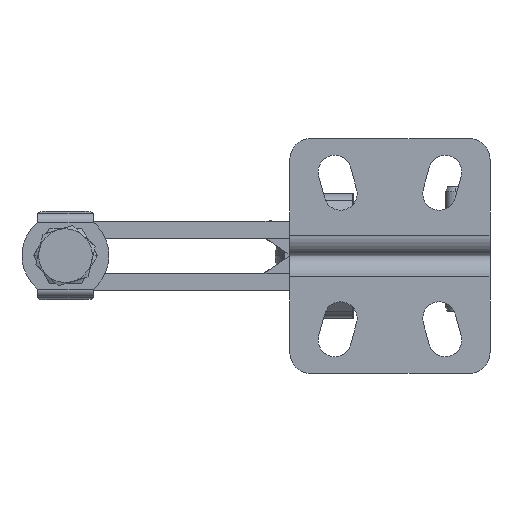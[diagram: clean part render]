
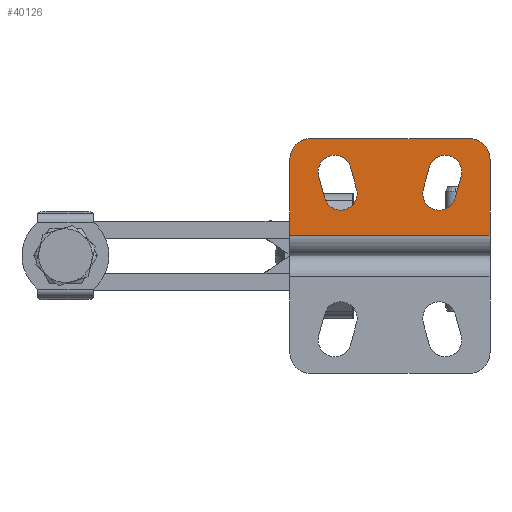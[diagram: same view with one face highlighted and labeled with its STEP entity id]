
A CAD part, front view. The second image highlights one B-rep face of the part: STEP entity #40126.
In plain terms, the highlighted planar face has unit normal (0, -1, 0).
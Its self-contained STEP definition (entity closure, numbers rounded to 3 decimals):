
#63 = DIRECTION ( 'NONE',  ( 0., 1., 0. ) ) ;
#65 = CARTESIAN_POINT ( 'NONE',  ( 3., -2.5, 11.5 ) ) ;
#66 = PLANE ( 'NONE',  #32492 ) ;
#68 = DIRECTION ( 'NONE',  ( 0., 0., 1. ) ) ;
#3182 = VERTEX_POINT ( 'NONE', #14838 ) ;
#3183 = VERTEX_POINT ( 'NONE', #14839 ) ;
#3186 = VERTEX_POINT ( 'NONE', #14842 ) ;
#3189 = VERTEX_POINT ( 'NONE', #14845 ) ;
#3211 = VERTEX_POINT ( 'NONE', #14867 ) ;
#3212 = VERTEX_POINT ( 'NONE', #14868 ) ;
#3213 = VERTEX_POINT ( 'NONE', #14869 ) ;
#3215 = VERTEX_POINT ( 'NONE', #14871 ) ;
#3217 = VERTEX_POINT ( 'NONE', #14873 ) ;
#3218 = VERTEX_POINT ( 'NONE', #14874 ) ;
#3219 = VERTEX_POINT ( 'NONE', #14875 ) ;
#3220 = VERTEX_POINT ( 'NONE', #14876 ) ;
#3224 = VERTEX_POINT ( 'NONE', #14880 ) ;
#3225 = VERTEX_POINT ( 'NONE', #14881 ) ;
#3226 = VERTEX_POINT ( 'NONE', #14882 ) ;
#3227 = VERTEX_POINT ( 'NONE', #14883 ) ;
#5428 = ORIENTED_EDGE ( 'NONE', *, *, #6566, .F. ) ;
#5429 = ORIENTED_EDGE ( 'NONE', *, *, #6614, .F. ) ;
#5430 = ORIENTED_EDGE ( 'NONE', *, *, #6615, .F. ) ;
#5431 = ORIENTED_EDGE ( 'NONE', *, *, #6616, .F. ) ;
#5432 = ORIENTED_EDGE ( 'NONE', *, *, #6617, .F. ) ;
#5433 = ORIENTED_EDGE ( 'NONE', *, *, #6570, .F. ) ;
#5434 = ORIENTED_EDGE ( 'NONE', *, *, #6618, .F. ) ;
#5435 = ORIENTED_EDGE ( 'NONE', *, *, #6619, .F. ) ;
#5436 = ORIENTED_EDGE ( 'NONE', *, *, #6620, .F. ) ;
#5437 = ORIENTED_EDGE ( 'NONE', *, *, #6621, .F. ) ;
#5438 = ORIENTED_EDGE ( 'NONE', *, *, #6612, .F. ) ;
#5439 = ORIENTED_EDGE ( 'NONE', *, *, #6622, .T. ) ;
#5440 = ORIENTED_EDGE ( 'NONE', *, *, #6623, .T. ) ;
#5441 = ORIENTED_EDGE ( 'NONE', *, *, #6624, .T. ) ;
#5442 = ORIENTED_EDGE ( 'NONE', *, *, #6625, .T. ) ;
#5443 = ORIENTED_EDGE ( 'NONE', *, *, #6626, .T. ) ;
#6566 = EDGE_CURVE ( 'NONE', #3182, #3183, #14377, .T. ) ;
#6570 = EDGE_CURVE ( 'NONE', #3186, #3189, #14384, .T. ) ;
#6612 = EDGE_CURVE ( 'NONE', #3217, #3212, #14450, .T. ) ;
#6614 = EDGE_CURVE ( 'NONE', #3213, #3182, #14453, .T. ) ;
#6615 = EDGE_CURVE ( 'NONE', #3215, #3213, #17618, .T. ) ;
#6616 = EDGE_CURVE ( 'NONE', #3211, #3215, #17620, .T. ) ;
#6617 = EDGE_CURVE ( 'NONE', #3183, #3211, #17617, .T. ) ;
#6618 = EDGE_CURVE ( 'NONE', #3219, #3186, #17619, .T. ) ;
#6619 = EDGE_CURVE ( 'NONE', #3220, #3219, #17623, .T. ) ;
#6620 = EDGE_CURVE ( 'NONE', #3218, #3220, #17622, .T. ) ;
#6621 = EDGE_CURVE ( 'NONE', #3189, #3218, #17625, .T. ) ;
#6622 = EDGE_CURVE ( 'NONE', #3217, #3224, #17626, .T. ) ;
#6623 = EDGE_CURVE ( 'NONE', #3224, #3225, #17628, .T. ) ;
#6624 = EDGE_CURVE ( 'NONE', #3225, #3226, #17631, .T. ) ;
#6625 = EDGE_CURVE ( 'NONE', #3226, #3227, #17632, .T. ) ;
#6626 = EDGE_CURVE ( 'NONE', #3227, #3212, #17634, .T. ) ;
#10611 = EDGE_LOOP ( 'NONE', ( #5433, #5434, #5435, #5436, #5437 ) ) ;
#10616 = EDGE_LOOP ( 'NONE', ( #5428, #5429, #5430, #5431, #5432 ) ) ;
#10649 = EDGE_LOOP ( 'NONE', ( #5438, #5439, #5440, #5441, #5442, #5443 ) ) ;
#12138 = AXIS2_PLACEMENT_3D ( 'NONE', #17382, #17383, #17384 ) ;
#12140 = AXIS2_PLACEMENT_3D ( 'NONE', #17392, #17393, #17394 ) ;
#12160 = AXIS2_PLACEMENT_3D ( 'NONE', #17501, #17502, #17503 ) ;
#12161 = AXIS2_PLACEMENT_3D ( 'NONE', #17507, #17508, #17509 ) ;
#12162 = AXIS2_PLACEMENT_3D ( 'NONE', #17511, #17512, #17513 ) ;
#12163 = AXIS2_PLACEMENT_3D ( 'NONE', #17517, #17518, #17519 ) ;
#12164 = AXIS2_PLACEMENT_3D ( 'NONE', #17523, #17524, #17525 ) ;
#12165 = AXIS2_PLACEMENT_3D ( 'NONE', #17528, #17529, #17530 ) ;
#14377 = CIRCLE ( 'NONE', #12138, 2.4 ) ;
#14384 = CIRCLE ( 'NONE', #12140, 2.4 ) ;
#14450 = LINE ( 'NONE', #17491, #14452 ) ;
#14452 = VECTOR ( 'NONE', #17487, 1000. ) ;
#14453 = LINE ( 'NONE', #17498, #17616 ) ;
#14838 = CARTESIAN_POINT ( 'NONE',  ( 24.817, -2.5, 9.075 ) ) ;
#14839 = CARTESIAN_POINT ( 'NONE',  ( 22.5, -2.5, 12.1 ) ) ;
#14842 = CARTESIAN_POINT ( 'NONE',  ( 8.817, -2.5, 10.325 ) ) ;
#14845 = CARTESIAN_POINT ( 'NONE',  ( 6.5, -2.5, 12.1 ) ) ;
#14867 = CARTESIAN_POINT ( 'NONE',  ( 20.183, -2.5, 10.325 ) ) ;
#14868 = CARTESIAN_POINT ( 'NONE',  ( 0., -2.5, 0.5 ) ) ;
#14869 = CARTESIAN_POINT ( 'NONE',  ( 23.967, -2.5, 5.925 ) ) ;
#14871 = CARTESIAN_POINT ( 'NONE',  ( 19.333, -2.5, 7.175 ) ) ;
#14873 = CARTESIAN_POINT ( 'NONE',  ( 29., -2.5, 0.5 ) ) ;
#14874 = CARTESIAN_POINT ( 'NONE',  ( 4.183, -2.5, 9.075 ) ) ;
#14875 = CARTESIAN_POINT ( 'NONE',  ( 9.667, -2.5, 7.175 ) ) ;
#14876 = CARTESIAN_POINT ( 'NONE',  ( 5.033, -2.5, 5.925 ) ) ;
#14880 = CARTESIAN_POINT ( 'NONE',  ( 29., -2.5, 11.5 ) ) ;
#14881 = CARTESIAN_POINT ( 'NONE',  ( 26., -2.5, 14.5 ) ) ;
#14882 = CARTESIAN_POINT ( 'NONE',  ( 3., -2.5, 14.5 ) ) ;
#14883 = CARTESIAN_POINT ( 'NONE',  ( 0., -2.5, 11.5 ) ) ;
#17382 = CARTESIAN_POINT ( 'NONE',  ( 22.5, -2.5, 9.7 ) ) ;
#17383 = DIRECTION ( 'NONE',  ( 0., -1., 0. ) ) ;
#17384 = DIRECTION ( 'NONE',  ( 0., 0., -1. ) ) ;
#17392 = CARTESIAN_POINT ( 'NONE',  ( 6.5, -2.5, 9.7 ) ) ;
#17393 = DIRECTION ( 'NONE',  ( 0., -1., 0. ) ) ;
#17394 = DIRECTION ( 'NONE',  ( 0., 0., -1. ) ) ;
#17487 = DIRECTION ( 'NONE',  ( -1., 0., 0. ) ) ;
#17491 = CARTESIAN_POINT ( 'NONE',  ( 3., -2.5, 0.5 ) ) ;
#17496 = DIRECTION ( 'NONE',  ( -0.261, 0., -0.965 ) ) ;
#17498 = CARTESIAN_POINT ( 'NONE',  ( 24.817, -2.5, 9.075 ) ) ;
#17499 = DIRECTION ( 'NONE',  ( 0.261, 0., 0.965 ) ) ;
#17500 = CARTESIAN_POINT ( 'NONE',  ( 20.183, -2.5, 10.325 ) ) ;
#17501 = CARTESIAN_POINT ( 'NONE',  ( 21.65, -2.5, 6.55 ) ) ;
#17502 = DIRECTION ( 'NONE',  ( 0., -1., 0. ) ) ;
#17503 = DIRECTION ( 'NONE',  ( 0., 0., -1. ) ) ;
#17504 = DIRECTION ( 'NONE',  ( -0.261, 0., 0.965 ) ) ;
#17505 = DIRECTION ( 'NONE',  ( 0.261, 0., -0.965 ) ) ;
#17506 = CARTESIAN_POINT ( 'NONE',  ( 8.817, -2.5, 10.325 ) ) ;
#17507 = CARTESIAN_POINT ( 'NONE',  ( 22.5, -2.5, 9.7 ) ) ;
#17508 = DIRECTION ( 'NONE',  ( 0., -1., 0. ) ) ;
#17509 = DIRECTION ( 'NONE',  ( 0., 0., -1. ) ) ;
#17510 = CARTESIAN_POINT ( 'NONE',  ( 4.183, -2.5, 9.075 ) ) ;
#17511 = CARTESIAN_POINT ( 'NONE',  ( 7.35, -2.5, 6.55 ) ) ;
#17512 = DIRECTION ( 'NONE',  ( 0., -1., 0. ) ) ;
#17513 = DIRECTION ( 'NONE',  ( 0., 0., -1. ) ) ;
#17514 = DIRECTION ( 'NONE',  ( 0., 0., 1. ) ) ;
#17515 = DIRECTION ( 'NONE',  ( -1., 0., 0. ) ) ;
#17516 = CARTESIAN_POINT ( 'NONE',  ( 29., -2.5, 11.5 ) ) ;
#17517 = CARTESIAN_POINT ( 'NONE',  ( 6.5, -2.5, 9.7 ) ) ;
#17518 = DIRECTION ( 'NONE',  ( 0., -1., 0. ) ) ;
#17519 = DIRECTION ( 'NONE',  ( 0., 0., -1. ) ) ;
#17520 = CARTESIAN_POINT ( 'NONE',  ( 3., -2.5, 14.5 ) ) ;
#17521 = CARTESIAN_POINT ( 'NONE',  ( 0., -2.5, 0. ) ) ;
#17522 = DIRECTION ( 'NONE',  ( 0., 0., -1. ) ) ;
#17523 = CARTESIAN_POINT ( 'NONE',  ( 26., -2.5, 11.5 ) ) ;
#17524 = DIRECTION ( 'NONE',  ( 0., -1., 0. ) ) ;
#17525 = DIRECTION ( 'NONE',  ( 0., 0., 1. ) ) ;
#17528 = CARTESIAN_POINT ( 'NONE',  ( 3., -2.5, 11.5 ) ) ;
#17529 = DIRECTION ( 'NONE',  ( 0., -1., 0. ) ) ;
#17530 = DIRECTION ( 'NONE',  ( 0., 0., 1. ) ) ;
#17616 = VECTOR ( 'NONE', #17499, 1000. ) ;
#17617 = CIRCLE ( 'NONE', #12161, 2.4 ) ;
#17618 = CIRCLE ( 'NONE', #12160, 2.4 ) ;
#17619 = LINE ( 'NONE', #17506, #17624 ) ;
#17620 = LINE ( 'NONE', #17500, #17621 ) ;
#17621 = VECTOR ( 'NONE', #17496, 1000. ) ;
#17622 = LINE ( 'NONE', #17510, #17627 ) ;
#17623 = CIRCLE ( 'NONE', #12162, 2.4 ) ;
#17624 = VECTOR ( 'NONE', #17504, 1000. ) ;
#17625 = CIRCLE ( 'NONE', #12163, 2.4 ) ;
#17626 = LINE ( 'NONE', #17516, #17630 ) ;
#17627 = VECTOR ( 'NONE', #17505, 1000. ) ;
#17628 = CIRCLE ( 'NONE', #12164, 3. ) ;
#17630 = VECTOR ( 'NONE', #17514, 1000. ) ;
#17631 = LINE ( 'NONE', #17520, #17633 ) ;
#17632 = CIRCLE ( 'NONE', #12165, 3. ) ;
#17633 = VECTOR ( 'NONE', #17515, 1000. ) ;
#17634 = LINE ( 'NONE', #17521, #17636 ) ;
#17636 = VECTOR ( 'NONE', #17522, 1000. ) ;
#32492 = AXIS2_PLACEMENT_3D ( 'NONE', #65, #63, #68 ) ;
#34588 = FACE_BOUND ( 'NONE', #10616, .T. ) ;
#34590 = FACE_OUTER_BOUND ( 'NONE', #10649, .T. ) ;
#34594 = FACE_BOUND ( 'NONE', #10611, .T. ) ;
#40126 = ADVANCED_FACE ( 'NONE', ( #34588, #34594, #34590 ), #66, .F. ) ;
